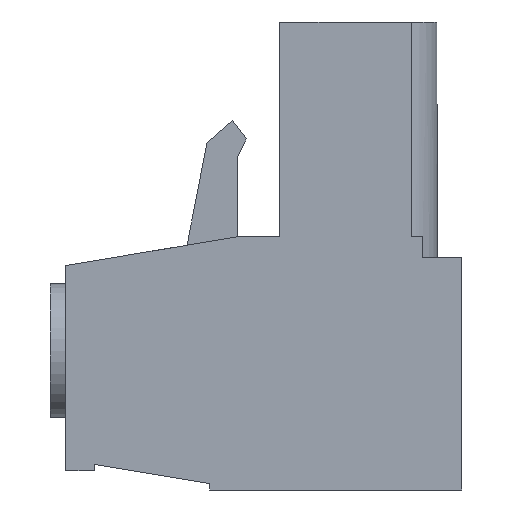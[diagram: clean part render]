
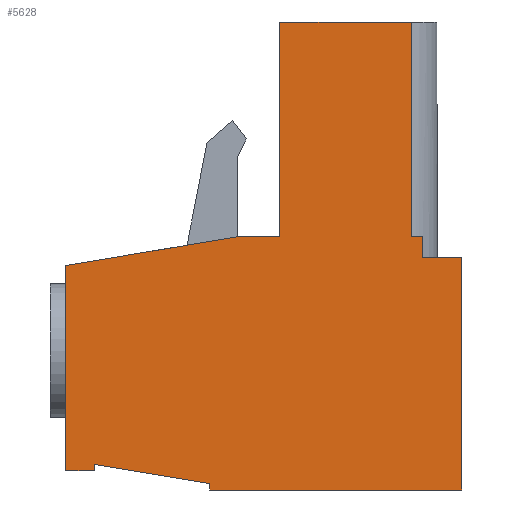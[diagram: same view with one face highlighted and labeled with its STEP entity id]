
A CAD part, left-side view. The second image highlights one B-rep face of the part: STEP entity #5628.
In plain terms, the highlighted planar face has unit normal (-1, 0, 0).
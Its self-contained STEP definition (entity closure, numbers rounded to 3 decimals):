
#56 = DIRECTION ( 'NONE',  ( 0., 0., 1. ) ) ;
#190 = DIRECTION ( 'NONE',  ( -1., 0., 0. ) ) ;
#256 = CARTESIAN_POINT ( 'NONE',  ( 0., 1.5, 9. ) ) ;
#348 = CARTESIAN_POINT ( 'NONE',  ( 0., 1.95, 9.85 ) ) ;
#421 = VECTOR ( 'NONE', #10576, 1000. ) ;
#583 = VERTEX_POINT ( 'NONE', #8482 ) ;
#692 = ORIENTED_EDGE ( 'NONE', *, *, #5967, .F. ) ;
#702 = LINE ( 'NONE', #10923, #973 ) ;
#719 = EDGE_CURVE ( 'NONE', #6860, #8533, #1046, .T. ) ;
#732 = CARTESIAN_POINT ( 'NONE',  ( 0., 1.95, 9.85 ) ) ;
#794 = VECTOR ( 'NONE', #9401, 1000. ) ;
#973 = VECTOR ( 'NONE', #5824, 1000. ) ;
#1046 = LINE ( 'NONE', #8679, #4995 ) ;
#1075 = DIRECTION ( 'NONE',  ( 0., 1., 0. ) ) ;
#1319 = VECTOR ( 'NONE', #3400, 1000. ) ;
#1356 = ORIENTED_EDGE ( 'NONE', *, *, #7440, .F. ) ;
#1370 = VECTOR ( 'NONE', #7270, 1000. ) ;
#1590 = LINE ( 'NONE', #2553, #1319 ) ;
#1817 = DIRECTION ( 'NONE',  ( 0., 0.987, 0.163 ) ) ;
#1890 = AXIS2_PLACEMENT_3D ( 'NONE', #8633, #190, #6116 ) ;
#1937 = ORIENTED_EDGE ( 'NONE', *, *, #8752, .F. ) ;
#1953 = ORIENTED_EDGE ( 'NONE', *, *, #6121, .F. ) ;
#2025 = ORIENTED_EDGE ( 'NONE', *, *, #7684, .F. ) ;
#2043 = DIRECTION ( 'NONE',  ( 0., 0., -1. ) ) ;
#2149 = VERTEX_POINT ( 'NONE', #256 ) ;
#2298 = DIRECTION ( 'NONE',  ( 0., -1., 0. ) ) ;
#2357 = VERTEX_POINT ( 'NONE', #8507 ) ;
#2414 = ORIENTED_EDGE ( 'NONE', *, *, #10126, .F. ) ;
#2494 = CARTESIAN_POINT ( 'NONE',  ( 0., 9.77, 0. ) ) ;
#2519 = CARTESIAN_POINT ( 'NONE',  ( 0., 7.05, 18.15 ) ) ;
#2551 = VERTEX_POINT ( 'NONE', #2519 ) ;
#2553 = CARTESIAN_POINT ( 'NONE',  ( 0., 1.5, 9.85 ) ) ;
#2631 = ORIENTED_EDGE ( 'NONE', *, *, #3214, .F. ) ;
#2705 = VERTEX_POINT ( 'NONE', #8181 ) ;
#2730 = EDGE_LOOP ( 'NONE', ( #7004, #3068, #6579, #692, #6056, #2414, #7251, #1937, #1356, #4625, #1953, #8677, #2025, #2847, #2631 ) ) ;
#2780 = LINE ( 'NONE', #9133, #9546 ) ;
#2847 = ORIENTED_EDGE ( 'NONE', *, *, #719, .F. ) ;
#3068 = ORIENTED_EDGE ( 'NONE', *, *, #4878, .F. ) ;
#3157 = CARTESIAN_POINT ( 'NONE',  ( 0., 1.95, 18.15 ) ) ;
#3177 = VERTEX_POINT ( 'NONE', #9193 ) ;
#3207 = DIRECTION ( 'NONE',  ( 0., -1., 0. ) ) ;
#3214 = EDGE_CURVE ( 'NONE', #5130, #6860, #8040, .T. ) ;
#3400 = DIRECTION ( 'NONE',  ( 0., -1., 0. ) ) ;
#3469 = CARTESIAN_POINT ( 'NONE',  ( 0., 0., 9. ) ) ;
#3526 = CARTESIAN_POINT ( 'NONE',  ( 0., 15.35, 0.75 ) ) ;
#3625 = VERTEX_POINT ( 'NONE', #732 ) ;
#4181 = DIRECTION ( 'NONE',  ( 0., 0., 1. ) ) ;
#4270 = VECTOR ( 'NONE', #2043, 1000. ) ;
#4387 = CARTESIAN_POINT ( 'NONE',  ( 0., 14.25, 0.75 ) ) ;
#4390 = FACE_OUTER_BOUND ( 'NONE', #2730, .T. ) ;
#4559 = LINE ( 'NONE', #7652, #6313 ) ;
#4625 = ORIENTED_EDGE ( 'NONE', *, *, #9768, .F. ) ;
#4878 = EDGE_CURVE ( 'NONE', #9532, #8106, #8131, .T. ) ;
#4995 = VECTOR ( 'NONE', #1817, 1000. ) ;
#5103 = VERTEX_POINT ( 'NONE', #7115 ) ;
#5130 = VERTEX_POINT ( 'NONE', #7148 ) ;
#5212 = DIRECTION ( 'NONE',  ( 0., 1., 0. ) ) ;
#5245 = PLANE ( 'NONE',  #1890 ) ;
#5288 = EDGE_CURVE ( 'NONE', #2551, #5103, #10418, .T. ) ;
#5314 = LINE ( 'NONE', #6541, #9576 ) ;
#5506 = LINE ( 'NONE', #9508, #7507 ) ;
#5559 = CARTESIAN_POINT ( 'NONE',  ( 0., 0., 0. ) ) ;
#5628 = ADVANCED_FACE ( 'NONE', ( #4390 ), #5245, .T. ) ;
#5714 = LINE ( 'NONE', #7988, #421 ) ;
#5756 = CARTESIAN_POINT ( 'NONE',  ( 0., 15.35, 0.75 ) ) ;
#5818 = VERTEX_POINT ( 'NONE', #4387 ) ;
#5824 = DIRECTION ( 'NONE',  ( 0., -0.986, 0.167 ) ) ;
#5845 = CARTESIAN_POINT ( 'NONE',  ( 0., 9.77, 0.25 ) ) ;
#5950 = CARTESIAN_POINT ( 'NONE',  ( 0., 0., 0. ) ) ;
#5967 = EDGE_CURVE ( 'NONE', #583, #2149, #5714, .T. ) ;
#6056 = ORIENTED_EDGE ( 'NONE', *, *, #6914, .F. ) ;
#6116 = DIRECTION ( 'NONE',  ( 0., 0., 1. ) ) ;
#6121 = EDGE_CURVE ( 'NONE', #7453, #2357, #5314, .T. ) ;
#6159 = CARTESIAN_POINT ( 'NONE',  ( 0., 9.77, 0. ) ) ;
#6313 = VECTOR ( 'NONE', #56, 1000. ) ;
#6376 = LINE ( 'NONE', #3526, #8632 ) ;
#6421 = EDGE_CURVE ( 'NONE', #5818, #7453, #6376, .T. ) ;
#6495 = CARTESIAN_POINT ( 'NONE',  ( 0., 14.25, 0.99 ) ) ;
#6532 = LINE ( 'NONE', #348, #4270 ) ;
#6541 = CARTESIAN_POINT ( 'NONE',  ( 0., 15.35, 8.7 ) ) ;
#6579 = ORIENTED_EDGE ( 'NONE', *, *, #6973, .F. ) ;
#6860 = VERTEX_POINT ( 'NONE', #5845 ) ;
#6914 = EDGE_CURVE ( 'NONE', #3625, #583, #1590, .T. ) ;
#6973 = EDGE_CURVE ( 'NONE', #2149, #9532, #7572, .T. ) ;
#6981 = DIRECTION ( 'NONE',  ( 0., 0., -1. ) ) ;
#7004 = ORIENTED_EDGE ( 'NONE', *, *, #10807, .F. ) ;
#7115 = CARTESIAN_POINT ( 'NONE',  ( 0., 1.95, 18.15 ) ) ;
#7148 = CARTESIAN_POINT ( 'NONE',  ( 0., 9.77, 0. ) ) ;
#7251 = ORIENTED_EDGE ( 'NONE', *, *, #5288, .F. ) ;
#7270 = DIRECTION ( 'NONE',  ( 0., 0., -1. ) ) ;
#7440 = EDGE_CURVE ( 'NONE', #2705, #3177, #2780, .T. ) ;
#7453 = VERTEX_POINT ( 'NONE', #5756 ) ;
#7497 = VECTOR ( 'NONE', #1075, 1000. ) ;
#7507 = VECTOR ( 'NONE', #6981, 1000. ) ;
#7572 = LINE ( 'NONE', #3469, #794 ) ;
#7652 = CARTESIAN_POINT ( 'NONE',  ( 0., 7.05, 18.15 ) ) ;
#7684 = EDGE_CURVE ( 'NONE', #8533, #5818, #5506, .T. ) ;
#7781 = VECTOR ( 'NONE', #4181, 1000. ) ;
#7988 = CARTESIAN_POINT ( 'NONE',  ( 0., 1.5, 9. ) ) ;
#8040 = LINE ( 'NONE', #2494, #7781 ) ;
#8106 = VERTEX_POINT ( 'NONE', #5950 ) ;
#8131 = LINE ( 'NONE', #5559, #1370 ) ;
#8181 = CARTESIAN_POINT ( 'NONE',  ( 0., 8.55, 9.85 ) ) ;
#8482 = CARTESIAN_POINT ( 'NONE',  ( 0., 1.5, 9.85 ) ) ;
#8507 = CARTESIAN_POINT ( 'NONE',  ( 0., 15.35, 8.7 ) ) ;
#8533 = VERTEX_POINT ( 'NONE', #6495 ) ;
#8632 = VECTOR ( 'NONE', #5212, 1000. ) ;
#8633 = CARTESIAN_POINT ( 'NONE',  ( 0., 0., 0. ) ) ;
#8677 = ORIENTED_EDGE ( 'NONE', *, *, #6421, .F. ) ;
#8679 = CARTESIAN_POINT ( 'NONE',  ( 0., 9.77, 0.25 ) ) ;
#8752 = EDGE_CURVE ( 'NONE', #3177, #2551, #4559, .T. ) ;
#9133 = CARTESIAN_POINT ( 'NONE',  ( 0., 7.05, 9.85 ) ) ;
#9193 = CARTESIAN_POINT ( 'NONE',  ( 0., 7.05, 9.85 ) ) ;
#9401 = DIRECTION ( 'NONE',  ( 0., -1., 0. ) ) ;
#9508 = CARTESIAN_POINT ( 'NONE',  ( 0., 14.25, 0.75 ) ) ;
#9532 = VERTEX_POINT ( 'NONE', #10568 ) ;
#9546 = VECTOR ( 'NONE', #3207, 1000. ) ;
#9576 = VECTOR ( 'NONE', #10782, 1000. ) ;
#9768 = EDGE_CURVE ( 'NONE', #2357, #2705, #702, .T. ) ;
#9862 = VECTOR ( 'NONE', #2298, 1000. ) ;
#10126 = EDGE_CURVE ( 'NONE', #5103, #3625, #6532, .T. ) ;
#10312 = LINE ( 'NONE', #6159, #7497 ) ;
#10418 = LINE ( 'NONE', #3157, #9862 ) ;
#10568 = CARTESIAN_POINT ( 'NONE',  ( 0., 0., 9. ) ) ;
#10576 = DIRECTION ( 'NONE',  ( 0., 0., -1. ) ) ;
#10782 = DIRECTION ( 'NONE',  ( 0., 0., 1. ) ) ;
#10807 = EDGE_CURVE ( 'NONE', #8106, #5130, #10312, .T. ) ;
#10923 = CARTESIAN_POINT ( 'NONE',  ( 0., 8.55, 9.85 ) ) ;
